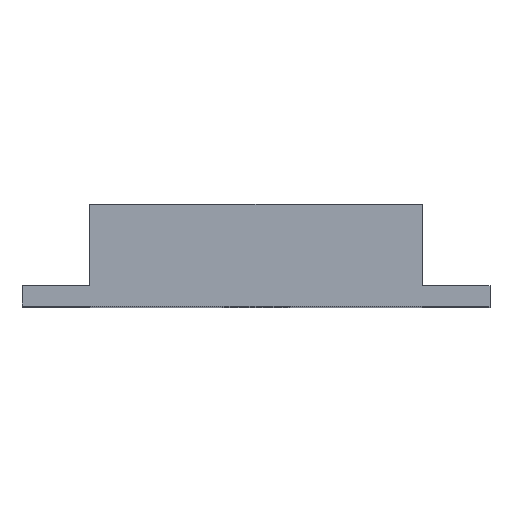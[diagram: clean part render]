
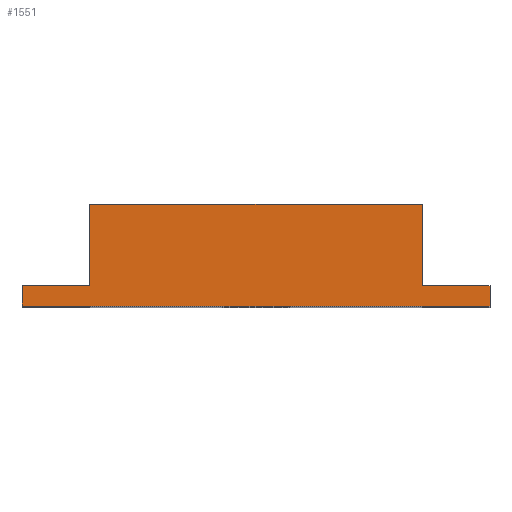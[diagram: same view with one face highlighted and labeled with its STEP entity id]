
A CAD part, top view. The second image highlights one B-rep face of the part: STEP entity #1551.
In plain terms, the highlighted planar face has unit normal (0, 0, 1).
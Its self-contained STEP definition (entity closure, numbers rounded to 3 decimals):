
#19 = EDGE_CURVE ( 'NONE', #165, #1548, #619, .T. ) ;
#43 = CARTESIAN_POINT ( 'NONE',  ( 49., 0., 141. ) ) ;
#52 = VECTOR ( 'NONE', #1009, 1000. ) ;
#64 = CARTESIAN_POINT ( 'NONE',  ( 0., 0., 141. ) ) ;
#128 = DIRECTION ( 'NONE',  ( 0., 0., 1. ) ) ;
#165 = VERTEX_POINT ( 'NONE', #936 ) ;
#181 = EDGE_CURVE ( 'NONE', #1501, #1152, #510, .T. ) ;
#194 = CARTESIAN_POINT ( 'NONE',  ( 59., -15., 141. ) ) ;
#253 = VERTEX_POINT ( 'NONE', #575 ) ;
#259 = PLANE ( 'NONE',  #994 ) ;
#301 = EDGE_CURVE ( 'NONE', #253, #508, #1659, .T. ) ;
#334 = CARTESIAN_POINT ( 'NONE',  ( 49., -12., 141. ) ) ;
#345 = DIRECTION ( 'NONE',  ( 0., -1., 0. ) ) ;
#349 = DIRECTION ( 'NONE',  ( -1., 0., 0. ) ) ;
#373 = CARTESIAN_POINT ( 'NONE',  ( 0., 0., 141. ) ) ;
#471 = CARTESIAN_POINT ( 'NONE',  ( 49., -12., 141. ) ) ;
#479 = ORIENTED_EDGE ( 'NONE', *, *, #1532, .T. ) ;
#508 = VERTEX_POINT ( 'NONE', #1713 ) ;
#510 = LINE ( 'NONE', #373, #652 ) ;
#575 = CARTESIAN_POINT ( 'NONE',  ( 0., -12., 141. ) ) ;
#619 = LINE ( 'NONE', #334, #1332 ) ;
#633 = EDGE_CURVE ( 'NONE', #1340, #1095, #1594, .T. ) ;
#652 = VECTOR ( 'NONE', #1786, 1000. ) ;
#657 = EDGE_CURVE ( 'NONE', #165, #1095, #735, .T. ) ;
#684 = CARTESIAN_POINT ( 'NONE',  ( -10., -15., 141. ) ) ;
#718 = EDGE_CURVE ( 'NONE', #1152, #253, #1325, .T. ) ;
#721 = VECTOR ( 'NONE', #345, 1000. ) ;
#735 = LINE ( 'NONE', #1585, #721 ) ;
#759 = VECTOR ( 'NONE', #1428, 1000. ) ;
#790 = ORIENTED_EDGE ( 'NONE', *, *, #657, .F. ) ;
#868 = CARTESIAN_POINT ( 'NONE',  ( -10., -12., 141. ) ) ;
#903 = EDGE_LOOP ( 'NONE', ( #1386, #1375, #479, #1330, #790, #1411, #1634, #1255 ) ) ;
#936 = CARTESIAN_POINT ( 'NONE',  ( 59., -12., 141. ) ) ;
#987 = VECTOR ( 'NONE', #1166, 1000. ) ;
#989 = DIRECTION ( 'NONE',  ( -1., 0., 0. ) ) ;
#994 = AXIS2_PLACEMENT_3D ( 'NONE', #1764, #128, #1052 ) ;
#1009 = DIRECTION ( 'NONE',  ( 0., -1., 0. ) ) ;
#1028 = CARTESIAN_POINT ( 'NONE',  ( 0., -15., 141. ) ) ;
#1052 = DIRECTION ( 'NONE',  ( 1., 0., 0. ) ) ;
#1068 = CARTESIAN_POINT ( 'NONE',  ( 0., 0., 141. ) ) ;
#1095 = VERTEX_POINT ( 'NONE', #194 ) ;
#1110 = VECTOR ( 'NONE', #1452, 1000. ) ;
#1113 = CARTESIAN_POINT ( 'NONE',  ( 0., -12., 141. ) ) ;
#1152 = VERTEX_POINT ( 'NONE', #1068 ) ;
#1166 = DIRECTION ( 'NONE',  ( 1., 0., 0. ) ) ;
#1255 = ORIENTED_EDGE ( 'NONE', *, *, #181, .T. ) ;
#1309 = VECTOR ( 'NONE', #989, 1000. ) ;
#1311 = CARTESIAN_POINT ( 'NONE',  ( 49., 0., 141. ) ) ;
#1325 = LINE ( 'NONE', #64, #52 ) ;
#1330 = ORIENTED_EDGE ( 'NONE', *, *, #633, .T. ) ;
#1332 = VECTOR ( 'NONE', #349, 1000. ) ;
#1340 = VERTEX_POINT ( 'NONE', #684 ) ;
#1375 = ORIENTED_EDGE ( 'NONE', *, *, #301, .T. ) ;
#1386 = ORIENTED_EDGE ( 'NONE', *, *, #718, .T. ) ;
#1411 = ORIENTED_EDGE ( 'NONE', *, *, #19, .T. ) ;
#1428 = DIRECTION ( 'NONE',  ( 0., -1., 0. ) ) ;
#1442 = LINE ( 'NONE', #43, #1110 ) ;
#1452 = DIRECTION ( 'NONE',  ( 0., 1., 0. ) ) ;
#1501 = VERTEX_POINT ( 'NONE', #1311 ) ;
#1532 = EDGE_CURVE ( 'NONE', #508, #1340, #1561, .T. ) ;
#1548 = VERTEX_POINT ( 'NONE', #471 ) ;
#1551 = ADVANCED_FACE ( 'NONE', ( #1623 ), #259, .T. ) ;
#1561 = LINE ( 'NONE', #868, #759 ) ;
#1585 = CARTESIAN_POINT ( 'NONE',  ( 59., -12., 141. ) ) ;
#1594 = LINE ( 'NONE', #1028, #987 ) ;
#1623 = FACE_OUTER_BOUND ( 'NONE', #903, .T. ) ;
#1634 = ORIENTED_EDGE ( 'NONE', *, *, #1791, .T. ) ;
#1659 = LINE ( 'NONE', #1113, #1309 ) ;
#1713 = CARTESIAN_POINT ( 'NONE',  ( -10., -12., 141. ) ) ;
#1764 = CARTESIAN_POINT ( 'NONE',  ( 0., 0., 141. ) ) ;
#1786 = DIRECTION ( 'NONE',  ( -1., 0., 0. ) ) ;
#1791 = EDGE_CURVE ( 'NONE', #1548, #1501, #1442, .T. ) ;
